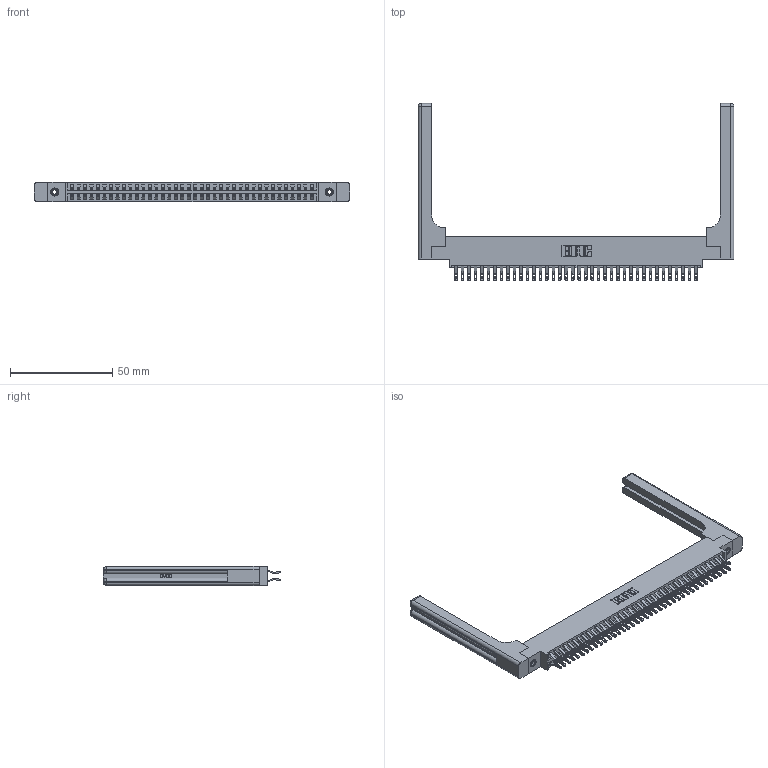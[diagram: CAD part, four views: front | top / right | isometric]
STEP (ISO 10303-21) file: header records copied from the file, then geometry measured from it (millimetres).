
FILE_DESCRIPTION (( 'STEP AP203' ), '1' );
FILE_NAME ('396-076-555-858.STEP', '2019-11-02T13:05:16', ( '' ), ( '' ), 'SwSTEP 2.0', 'SolidWorks 2016', '' );
FILE_SCHEMA (( 'CONFIG_CONTROL_DESIGN' ));
Length unit declared in the file: inch
Products named in the file (5): 345-250-001_345-250-001-102; 346-220-058_345-220-058; 396-076-555-858; 346 Part_0.170 Offset - 0.156 Dia-TH; 345-292-001_555 Tail
Assembly tree (81 placements, depth 2):
  396-076-555-858
    346 Part_0.170 Offset - 0.156 Dia-TH
    345-292-001_555 Tail  x76
    345-250-001_345-250-001-102  x2
    346-220-058_345-220-058  x2
Bounding box: 154.71 x 86.74 x 9.4 mm (x, y, z)
Volume: 22615.3 mm3; surface area: 26660.2 mm2
Topology: 81 solids, 81 shells, 4790 faces, 14915 edges, 9922 vertices
Faces by surface type: plane 2736, cylinder 1994, bspline 36, cone 12, sphere 8, torus 4
Entity records: 30978 total; most frequent: CARTESIAN_POINT 6155, ORIENTED_EDGE 4856, DIRECTION 4376, EDGE_CURVE 2428, LINE 2032, VECTOR 2032, VERTEX_POINT 1610, AXIS2_PLACEMENT_3D 1172
